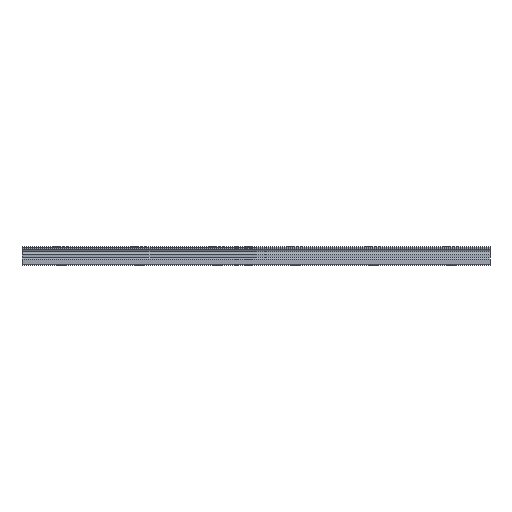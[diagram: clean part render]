
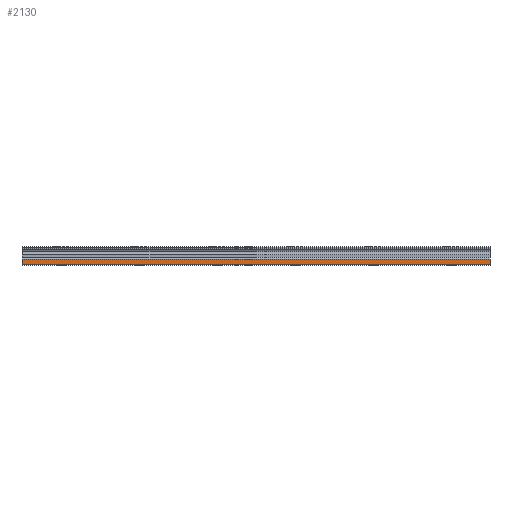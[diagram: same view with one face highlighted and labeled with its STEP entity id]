
A CAD part, top view. The second image highlights one B-rep face of the part: STEP entity #2130.
In plain terms, the highlighted planar face has unit normal (0, 0, 1).
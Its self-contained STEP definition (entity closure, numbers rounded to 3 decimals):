
#45 = ORIENTED_EDGE ( 'NONE', *, *, #1202, .T. ) ;
#125 = EDGE_CURVE ( 'NONE', #486, #2332, #1523, .T. ) ;
#197 = CARTESIAN_POINT ( 'NONE',  ( -20., 3.1, 21. ) ) ;
#240 = ORIENTED_EDGE ( 'NONE', *, *, #1450, .F. ) ;
#272 = VECTOR ( 'NONE', #1019, 1000. ) ;
#366 = DIRECTION ( 'NONE',  ( -1., 0., 0. ) ) ;
#417 = DIRECTION ( 'NONE',  ( 1., 0., 0. ) ) ;
#448 = ORIENTED_EDGE ( 'NONE', *, *, #125, .F. ) ;
#486 = VERTEX_POINT ( 'NONE', #197 ) ;
#513 = CARTESIAN_POINT ( 'NONE',  ( 220., 3.1, 21. ) ) ;
#517 = CARTESIAN_POINT ( 'NONE',  ( -20., 0.5, 21. ) ) ;
#621 = DIRECTION ( 'NONE',  ( 0., 0., -1. ) ) ;
#755 = VECTOR ( 'NONE', #417, 1000. ) ;
#828 = EDGE_LOOP ( 'NONE', ( #1035, #240, #448, #45 ) ) ;
#869 = CARTESIAN_POINT ( 'NONE',  ( -20., 5.27, 21. ) ) ;
#875 = CARTESIAN_POINT ( 'NONE',  ( 220., 3.1, 21. ) ) ;
#891 = DIRECTION ( 'NONE',  ( 1., 0., 0. ) ) ;
#1019 = DIRECTION ( 'NONE',  ( 0., -1., 0. ) ) ;
#1035 = ORIENTED_EDGE ( 'NONE', *, *, #2160, .T. ) ;
#1160 = LINE ( 'NONE', #1554, #2169 ) ;
#1202 = EDGE_CURVE ( 'NONE', #486, #1934, #1882, .T. ) ;
#1230 = PLANE ( 'NONE',  #2431 ) ;
#1370 = DIRECTION ( 'NONE',  ( 0., -1., 0. ) ) ;
#1382 = VERTEX_POINT ( 'NONE', #2552 ) ;
#1450 = EDGE_CURVE ( 'NONE', #2332, #1382, #1160, .T. ) ;
#1523 = LINE ( 'NONE', #875, #2159 ) ;
#1554 = CARTESIAN_POINT ( 'NONE',  ( 220., 5.27, 21. ) ) ;
#1607 = CARTESIAN_POINT ( 'NONE',  ( 220., 0.5, 21. ) ) ;
#1882 = LINE ( 'NONE', #869, #272 ) ;
#1934 = VERTEX_POINT ( 'NONE', #517 ) ;
#2001 = CARTESIAN_POINT ( 'NONE',  ( 220., 3.1, 21. ) ) ;
#2019 = FACE_OUTER_BOUND ( 'NONE', #828, .T. ) ;
#2130 = ADVANCED_FACE ( 'NONE', ( #2019 ), #1230, .F. ) ;
#2159 = VECTOR ( 'NONE', #891, 1000. ) ;
#2160 = EDGE_CURVE ( 'NONE', #1934, #1382, #2629, .T. ) ;
#2169 = VECTOR ( 'NONE', #1370, 1000. ) ;
#2332 = VERTEX_POINT ( 'NONE', #513 ) ;
#2431 = AXIS2_PLACEMENT_3D ( 'NONE', #2001, #621, #366 ) ;
#2552 = CARTESIAN_POINT ( 'NONE',  ( 220., 0.5, 21. ) ) ;
#2629 = LINE ( 'NONE', #1607, #755 ) ;
